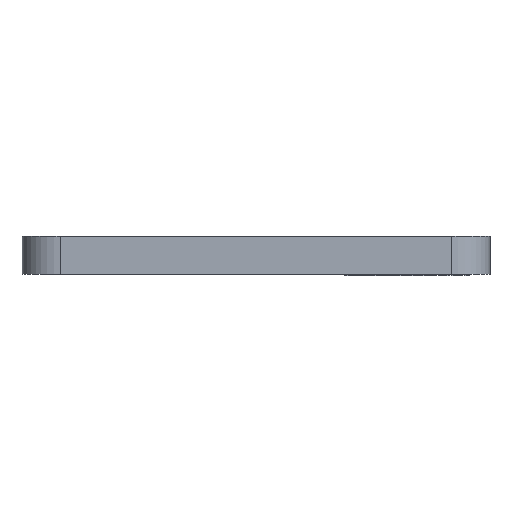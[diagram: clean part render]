
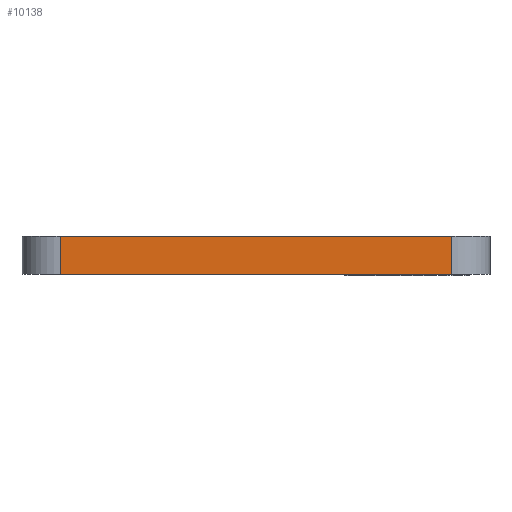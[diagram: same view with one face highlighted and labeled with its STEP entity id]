
A CAD part, front view. The second image highlights one B-rep face of the part: STEP entity #10138.
In plain terms, the highlighted planar face has unit normal (0, -1, 0).
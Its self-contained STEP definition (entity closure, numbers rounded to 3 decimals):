
#1696=FACE_OUTER_BOUND('',#2284,.T.);
#2284=EDGE_LOOP('',(#9251,#9252,#9253,#9254));
#2391=LINE('',#12152,#3163);
#3036=LINE('',#20573,#3808);
#3044=LINE('',#20597,#3816);
#3046=LINE('',#20600,#3818);
#3163=VECTOR('',#10528,10.);
#3808=VECTOR('',#11477,10.);
#3816=VECTOR('',#11503,10.);
#3818=VECTOR('',#11507,10.);
#3934=VERTEX_POINT('',#12130);
#3944=VERTEX_POINT('',#12150);
#4847=VERTEX_POINT('',#20569);
#4855=VERTEX_POINT('',#20595);
#4987=EDGE_CURVE('',#3944,#3934,#2391,.T.);
#6325=EDGE_CURVE('',#3934,#4847,#3036,.T.);
#6336=EDGE_CURVE('',#4855,#3944,#3044,.T.);
#6338=EDGE_CURVE('',#4847,#4855,#3046,.T.);
#9251=ORIENTED_EDGE('',*,*,#6325,.F.);
#9252=ORIENTED_EDGE('',*,*,#4987,.F.);
#9253=ORIENTED_EDGE('',*,*,#6336,.F.);
#9254=ORIENTED_EDGE('',*,*,#6338,.F.);
#9613=PLANE('',#10373);
#10138=ADVANCED_FACE('',(#1696),#9613,.T.);
#10373=AXIS2_PLACEMENT_3D('',#20599,#11505,#11506);
#10528=DIRECTION('',(-1.,0.,0.));
#11477=DIRECTION('',(0.,0.,1.));
#11503=DIRECTION('',(0.,0.,-1.));
#11505=DIRECTION('center_axis',(0.,-1.,0.));
#11506=DIRECTION('ref_axis',(1.,0.,0.));
#11507=DIRECTION('',(1.,0.,0.));
#12130=CARTESIAN_POINT('',(-5.965,-49.761,0.));
#12150=CARTESIAN_POINT('',(45.035,-49.761,0.));
#12152=CARTESIAN_POINT('',(50.035,-49.761,0.));
#20569=CARTESIAN_POINT('',(-5.965,-49.761,5.));
#20573=CARTESIAN_POINT('',(-5.965,-49.761,0.));
#20595=CARTESIAN_POINT('',(45.035,-49.761,5.));
#20597=CARTESIAN_POINT('',(45.035,-49.761,0.));
#20599=CARTESIAN_POINT('Origin',(-10.965,-49.761,0.));
#20600=CARTESIAN_POINT('',(50.035,-49.761,5.));
